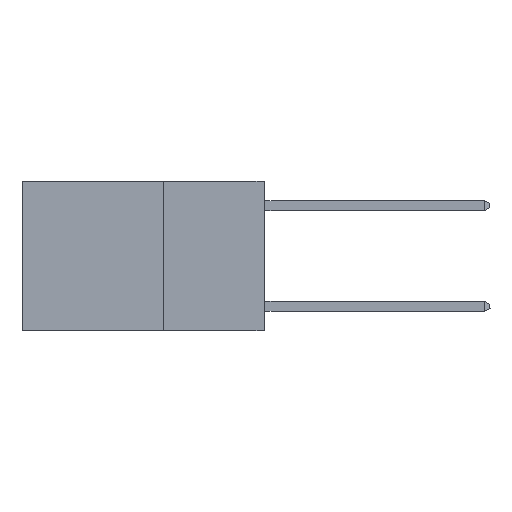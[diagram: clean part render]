
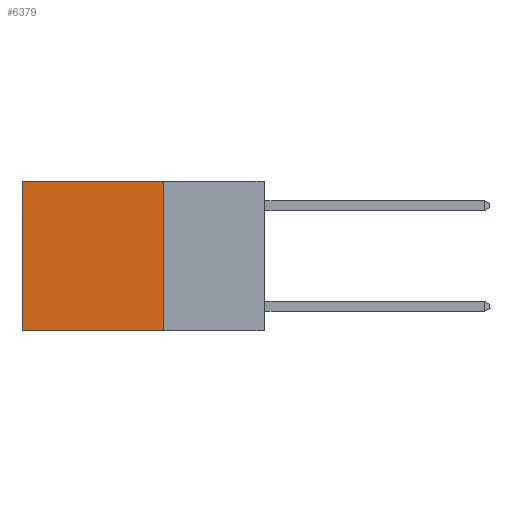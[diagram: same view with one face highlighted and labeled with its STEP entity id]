
A CAD part, left-side view. The second image highlights one B-rep face of the part: STEP entity #6379.
In plain terms, the highlighted planar face has unit normal (-1, 0, 0).
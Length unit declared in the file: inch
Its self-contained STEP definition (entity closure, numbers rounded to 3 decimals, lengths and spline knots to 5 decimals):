
#470 = VECTOR ( 'NONE', #23266, 39.37008 ) ;
#1092 = PLANE ( 'NONE',  #21146 ) ;
#1833 = VECTOR ( 'NONE', #25354, 39.37008 ) ;
#1846 = VECTOR ( 'NONE', #23898, 39.37008 ) ;
#2795 = CARTESIAN_POINT ( 'NONE',  ( 0.2625, 0.25, 0. ) ) ;
#3537 = EDGE_CURVE ( 'NONE', #6833, #12449, #14926, .T. ) ;
#5023 = CARTESIAN_POINT ( 'NONE',  ( 0.2625, 0.25, -0.37 ) ) ;
#5220 = DIRECTION ( 'NONE',  ( 1., 0., 0. ) ) ;
#5765 = CARTESIAN_POINT ( 'NONE',  ( 0.2625, 0.25, -0.37 ) ) ;
#6379 = ADVANCED_FACE ( 'NONE', ( #23485 ), #1092, .F. ) ;
#6484 = EDGE_LOOP ( 'NONE', ( #22629, #22922, #21346, #18799 ) ) ;
#6833 = VERTEX_POINT ( 'NONE', #21319 ) ;
#7306 = VECTOR ( 'NONE', #11038, 39.37008 ) ;
#7766 = LINE ( 'NONE', #5765, #1846 ) ;
#8143 = CARTESIAN_POINT ( 'NONE',  ( 0.2625, 0.6, -0.37 ) ) ;
#9235 = CARTESIAN_POINT ( 'NONE',  ( 0.2625, 0.25, 0. ) ) ;
#9506 = EDGE_CURVE ( 'NONE', #12449, #20087, #25403, .T. ) ;
#10096 = EDGE_CURVE ( 'NONE', #19507, #20087, #7766, .T. ) ;
#11038 = DIRECTION ( 'NONE',  ( 0., 1., 0. ) ) ;
#11072 = LINE ( 'NONE', #15089, #1833 ) ;
#12449 = VERTEX_POINT ( 'NONE', #24650 ) ;
#13006 = CARTESIAN_POINT ( 'NONE',  ( 0.2625, 0.6, 0. ) ) ;
#14926 = LINE ( 'NONE', #2795, #7306 ) ;
#15089 = CARTESIAN_POINT ( 'NONE',  ( 0.2625, 0.25, 0. ) ) ;
#18521 = EDGE_CURVE ( 'NONE', #6833, #19507, #11072, .T. ) ;
#18799 = ORIENTED_EDGE ( 'NONE', *, *, #3537, .T. ) ;
#19507 = VERTEX_POINT ( 'NONE', #5023 ) ;
#20087 = VERTEX_POINT ( 'NONE', #8143 ) ;
#21146 = AXIS2_PLACEMENT_3D ( 'NONE', #9235, #5220, #21479 ) ;
#21319 = CARTESIAN_POINT ( 'NONE',  ( 0.2625, 0.25, 0. ) ) ;
#21346 = ORIENTED_EDGE ( 'NONE', *, *, #18521, .F. ) ;
#21479 = DIRECTION ( 'NONE',  ( 0., 0., -1. ) ) ;
#22629 = ORIENTED_EDGE ( 'NONE', *, *, #9506, .T. ) ;
#22922 = ORIENTED_EDGE ( 'NONE', *, *, #10096, .F. ) ;
#23266 = DIRECTION ( 'NONE',  ( 0., 0., -1. ) ) ;
#23485 = FACE_OUTER_BOUND ( 'NONE', #6484, .T. ) ;
#23898 = DIRECTION ( 'NONE',  ( 0., 1., 0. ) ) ;
#24650 = CARTESIAN_POINT ( 'NONE',  ( 0.2625, 0.6, 0. ) ) ;
#25354 = DIRECTION ( 'NONE',  ( 0., 0., -1. ) ) ;
#25403 = LINE ( 'NONE', #13006, #470 ) ;
